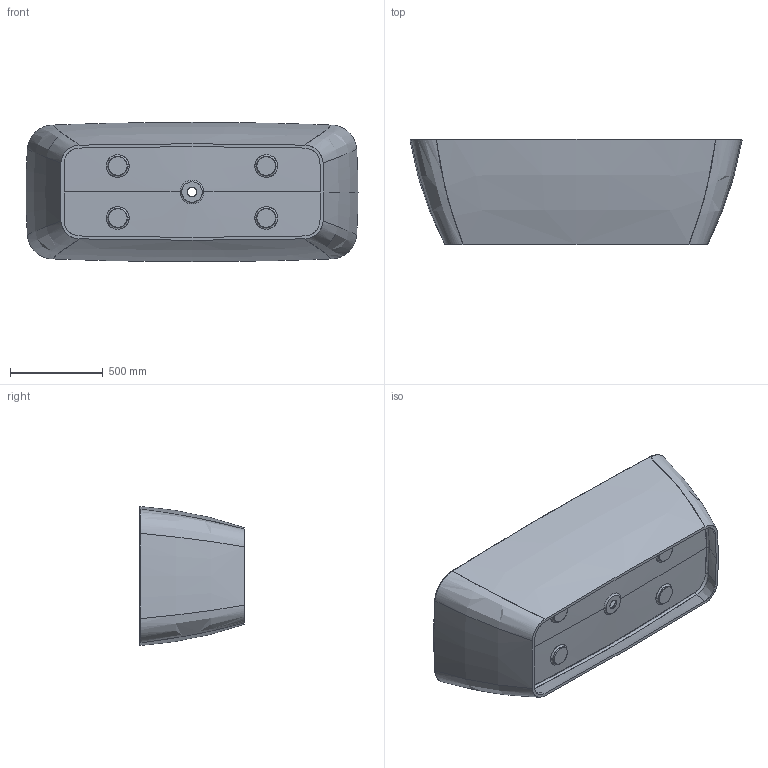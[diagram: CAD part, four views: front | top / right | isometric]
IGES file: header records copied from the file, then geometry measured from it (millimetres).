
Bounding box: 1789.21 x 565 x 749.7 mm (x, y, z)
Surface area: 6572854.7 mm2 (no closed solid volume)
Topology: 0 solids, 0 shells, 120 faces, 1480 edges, 1480 vertices
Faces by surface type: bspline 120
